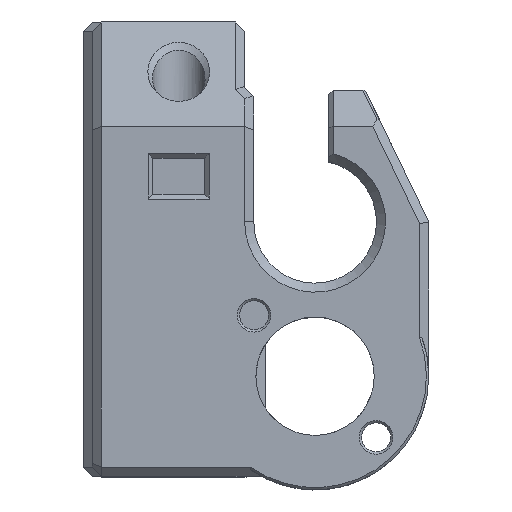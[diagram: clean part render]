
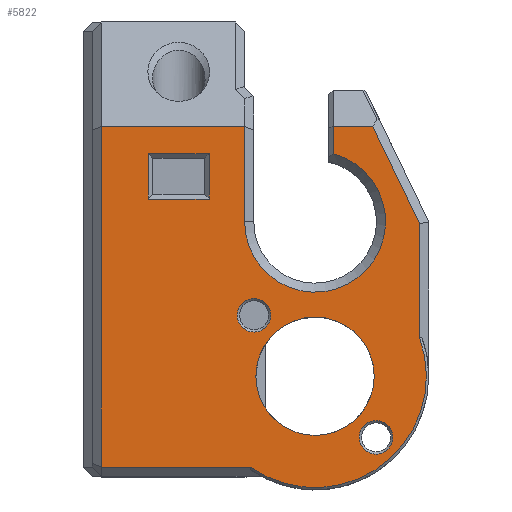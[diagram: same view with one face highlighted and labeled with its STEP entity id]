
A CAD part, top view. The second image highlights one B-rep face of the part: STEP entity #5822.
In plain terms, the highlighted planar face has unit normal (0, 0, 1).
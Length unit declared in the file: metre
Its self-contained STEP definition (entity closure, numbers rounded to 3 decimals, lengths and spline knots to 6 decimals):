
#104=CIRCLE('',#6195,0.00775);
#106=CIRCLE('',#6200,0.00185);
#107=CIRCLE('',#6201,0.00185);
#108=CIRCLE('',#6202,0.00651);
#109=CIRCLE('',#6203,0.01225);
#306=LINE('',#8430,#963);
#315=LINE('',#8475,#972);
#316=LINE('',#8481,#973);
#317=LINE('',#8484,#974);
#318=LINE('',#8486,#975);
#319=LINE('',#8488,#976);
#320=LINE('',#8491,#977);
#321=LINE('',#8493,#978);
#322=LINE('',#8497,#979);
#323=LINE('',#8499,#980);
#324=LINE('',#8501,#981);
#325=LINE('',#8503,#982);
#963=VECTOR('',#6736,1.);
#972=VECTOR('',#6763,1.);
#973=VECTOR('',#6770,1.);
#974=VECTOR('',#6771,1.);
#975=VECTOR('',#6772,1.);
#976=VECTOR('',#6773,1.);
#977=VECTOR('',#6776,1.);
#978=VECTOR('',#6777,1.);
#979=VECTOR('',#6780,1.);
#980=VECTOR('',#6781,1.);
#981=VECTOR('',#6782,1.);
#982=VECTOR('',#6783,1.);
#1717=ORIENTED_EDGE('',*,*,#3377,.T.);
#1718=ORIENTED_EDGE('',*,*,#3378,.T.);
#1719=ORIENTED_EDGE('',*,*,#3379,.F.);
#1720=ORIENTED_EDGE('',*,*,#3380,.F.);
#1721=ORIENTED_EDGE('',*,*,#3381,.F.);
#1722=ORIENTED_EDGE('',*,*,#3382,.F.);
#1723=ORIENTED_EDGE('',*,*,#3383,.F.);
#1724=ORIENTED_EDGE('',*,*,#3361,.F.);
#1725=ORIENTED_EDGE('',*,*,#3376,.F.);
#1726=ORIENTED_EDGE('',*,*,#3384,.T.);
#1727=ORIENTED_EDGE('',*,*,#3385,.T.);
#1728=ORIENTED_EDGE('',*,*,#3386,.F.);
#1729=ORIENTED_EDGE('',*,*,#3387,.F.);
#1730=ORIENTED_EDGE('',*,*,#3388,.F.);
#1731=ORIENTED_EDGE('',*,*,#3389,.T.);
#1732=ORIENTED_EDGE('',*,*,#3390,.F.);
#1733=ORIENTED_EDGE('',*,*,#3369,.F.);
#3361=EDGE_CURVE('',#4179,#4195,#306,.T.);
#3369=EDGE_CURVE('',#4195,#4200,#104,.T.);
#3376=EDGE_CURVE('',#4204,#4179,#315,.T.);
#3377=EDGE_CURVE('',#4205,#4205,#106,.T.);
#3378=EDGE_CURVE('',#4206,#4206,#107,.T.);
#3379=EDGE_CURVE('',#4207,#4208,#316,.T.);
#3380=EDGE_CURVE('',#4209,#4207,#317,.T.);
#3381=EDGE_CURVE('',#4210,#4209,#318,.T.);
#3382=EDGE_CURVE('',#4208,#4210,#319,.T.);
#3383=EDGE_CURVE('',#4211,#4211,#108,.T.);
#3384=EDGE_CURVE('',#4204,#4212,#320,.T.);
#3385=EDGE_CURVE('',#4212,#4213,#321,.T.);
#3386=EDGE_CURVE('',#4214,#4213,#109,.T.);
#3387=EDGE_CURVE('',#4215,#4214,#322,.T.);
#3388=EDGE_CURVE('',#4216,#4215,#323,.T.);
#3389=EDGE_CURVE('',#4216,#4217,#324,.T.);
#3390=EDGE_CURVE('',#4200,#4217,#325,.T.);
#4179=VERTEX_POINT('',#8388);
#4195=VERTEX_POINT('',#8431);
#4200=VERTEX_POINT('',#8447);
#4204=VERTEX_POINT('',#8474);
#4205=VERTEX_POINT('',#8478);
#4206=VERTEX_POINT('',#8480);
#4207=VERTEX_POINT('',#8482);
#4208=VERTEX_POINT('',#8483);
#4209=VERTEX_POINT('',#8485);
#4210=VERTEX_POINT('',#8487);
#4211=VERTEX_POINT('',#8490);
#4212=VERTEX_POINT('',#8492);
#4213=VERTEX_POINT('',#8494);
#4214=VERTEX_POINT('',#8496);
#4215=VERTEX_POINT('',#8498);
#4216=VERTEX_POINT('',#8500);
#4217=VERTEX_POINT('',#8502);
#4737=EDGE_LOOP('',(#1717));
#4738=EDGE_LOOP('',(#1718));
#4739=EDGE_LOOP('',(#1719,#1720,#1721,#1722));
#4740=EDGE_LOOP('',(#1723));
#4741=EDGE_LOOP('',(#1724,#1725,#1726,#1727,#1728,#1729,#1730,#1731,#1732,
#1733));
#5154=FACE_BOUND('',#4737,.T.);
#5155=FACE_BOUND('',#4738,.T.);
#5156=FACE_BOUND('',#4739,.T.);
#5157=FACE_BOUND('',#4740,.T.);
#5158=FACE_BOUND('',#4741,.T.);
#5557=PLANE('',#6199);
#5822=ADVANCED_FACE('',(#5154,#5155,#5156,#5157,#5158),#5557,.F.);
#6195=AXIS2_PLACEMENT_3D('',#8446,#6752,#6753);
#6199=AXIS2_PLACEMENT_3D('',#8476,#6764,#6765);
#6200=AXIS2_PLACEMENT_3D('',#8477,#6766,#6767);
#6201=AXIS2_PLACEMENT_3D('',#8479,#6768,#6769);
#6202=AXIS2_PLACEMENT_3D('',#8489,#6774,#6775);
#6203=AXIS2_PLACEMENT_3D('',#8495,#6778,#6779);
#6736=DIRECTION('',(0.,-1.,0.));
#6752=DIRECTION('',(0.,0.,1.));
#6753=DIRECTION('',(0.398,-0.918,0.));
#6763=DIRECTION('',(1.,0.,0.));
#6764=DIRECTION('',(0.,0.,-1.));
#6765=DIRECTION('',(1.,0.,0.));
#6766=DIRECTION('',(0.,0.,-1.));
#6767=DIRECTION('',(1.,0.,0.));
#6768=DIRECTION('',(0.,0.,-1.));
#6769=DIRECTION('',(1.,0.,0.));
#6770=DIRECTION('',(-1.,0.,0.));
#6771=DIRECTION('',(0.,1.,0.));
#6772=DIRECTION('',(1.,0.,0.));
#6773=DIRECTION('',(0.,-1.,0.));
#6774=DIRECTION('',(0.,0.,1.));
#6775=DIRECTION('',(-1.,0.,0.));
#6776=DIRECTION('',(0.,-1.,0.));
#6777=DIRECTION('',(1.,0.,0.));
#6778=DIRECTION('',(0.,0.,-1.));
#6779=DIRECTION('',(1.,0.,0.));
#6780=DIRECTION('',(0.,-1.,0.));
#6781=DIRECTION('',(0.434,-0.901,0.));
#6782=DIRECTION('',(-1.,0.,0.));
#6783=DIRECTION('',(0.,1.,0.));
#8388=CARTESIAN_POINT('',(-0.00775,-0.0335,0.));
#8430=CARTESIAN_POINT('',(-0.00775,-0.01349,0.));
#8431=CARTESIAN_POINT('',(-0.00775,-0.044,0.));
#8446=CARTESIAN_POINT('',(0.,-0.044,0.));
#8447=CARTESIAN_POINT('',(0.002,-0.036513,0.));
#8474=CARTESIAN_POINT('',(-0.0235,-0.0335,0.));
#8475=CARTESIAN_POINT('',(0.,-0.0335,0.));
#8476=CARTESIAN_POINT('',(-0.062736,0.0105,0.));
#8477=CARTESIAN_POINT('',(-0.006718,-0.054282,0.));
#8478=CARTESIAN_POINT('',(-0.004868,-0.054282,0.));
#8479=CARTESIAN_POINT('',(0.006718,-0.067718,0.));
#8480=CARTESIAN_POINT('',(0.008568,-0.067718,0.));
#8481=CARTESIAN_POINT('',(-0.040293,-0.036499,0.));
#8482=CARTESIAN_POINT('',(-0.01165,-0.036499,0.));
#8483=CARTESIAN_POINT('',(-0.01835,-0.036499,0.));
#8484=CARTESIAN_POINT('',(-0.01165,-0.013249,0.));
#8485=CARTESIAN_POINT('',(-0.01165,-0.041499,0.));
#8486=CARTESIAN_POINT('',(-0.038868,-0.041499,0.));
#8487=CARTESIAN_POINT('',(-0.01835,-0.041499,0.));
#8488=CARTESIAN_POINT('',(-0.01835,-0.015249,0.));
#8489=CARTESIAN_POINT('',(0.,-0.061,0.));
#8490=CARTESIAN_POINT('',(-0.00651,-0.061,0.));
#8491=CARTESIAN_POINT('',(-0.0235,0.0105,0.));
#8492=CARTESIAN_POINT('',(-0.0235,-0.070999,0.));
#8493=CARTESIAN_POINT('',(-0.062736,-0.070999,0.));
#8494=CARTESIAN_POINT('',(-0.007077,-0.070999,0.));
#8495=CARTESIAN_POINT('',(0.,-0.061,0.));
#8496=CARTESIAN_POINT('',(0.0115,-0.05678,0.));
#8497=CARTESIAN_POINT('',(0.0115,-0.061,0.));
#8498=CARTESIAN_POINT('',(0.0115,-0.044228,0.));
#8499=CARTESIAN_POINT('',(0.011599,-0.044434,0.));
#8500=CARTESIAN_POINT('',(0.006335,-0.0335,0.));
#8501=CARTESIAN_POINT('',(0.,-0.0335,0.));
#8502=CARTESIAN_POINT('',(0.002,-0.0335,0.));
#8503=CARTESIAN_POINT('',(0.002,0.0105,0.));
